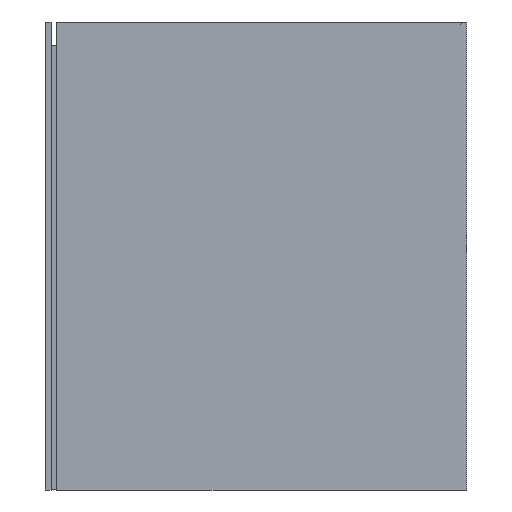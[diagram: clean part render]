
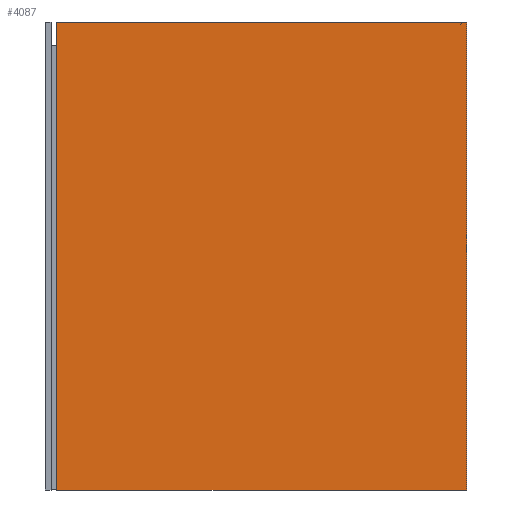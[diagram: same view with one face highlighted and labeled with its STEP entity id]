
A CAD part, left-side view. The second image highlights one B-rep face of the part: STEP entity #4087.
In plain terms, the highlighted planar face has unit normal (-1, 0, 0).
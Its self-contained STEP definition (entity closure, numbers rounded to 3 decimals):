
#20 = CARTESIAN_POINT ( 'NONE',  ( -375., -12., -250. ) ) ;
#248 = DIRECTION ( 'NONE',  ( 0., 0., -1. ) ) ;
#277 = DIRECTION ( 'NONE',  ( -1., 0., 0. ) ) ;
#299 = VERTEX_POINT ( 'NONE', #20 ) ;
#329 = VECTOR ( 'NONE', #1184, 1000. ) ;
#385 = EDGE_CURVE ( 'NONE', #1355, #299, #991, .T. ) ;
#401 = DIRECTION ( 'NONE',  ( 0., 1., 0. ) ) ;
#510 = LINE ( 'NONE', #3377, #329 ) ;
#585 = VECTOR ( 'NONE', #401, 1000. ) ;
#620 = CARTESIAN_POINT ( 'NONE',  ( -375., -12., 1118.53 ) ) ;
#647 = EDGE_CURVE ( 'NONE', #1953, #1355, #510, .T. ) ;
#925 = LINE ( 'NONE', #3861, #4426 ) ;
#991 = LINE ( 'NONE', #3972, #2602 ) ;
#1184 = DIRECTION ( 'NONE',  ( 0., 1., 0. ) ) ;
#1314 = ORIENTED_EDGE ( 'NONE', *, *, #4275, .F. ) ;
#1355 = VERTEX_POINT ( 'NONE', #3725 ) ;
#1431 = PLANE ( 'NONE',  #2353 ) ;
#1953 = VERTEX_POINT ( 'NONE', #4205 ) ;
#2353 = AXIS2_PLACEMENT_3D ( 'NONE', #620, #277, #3268 ) ;
#2539 = EDGE_CURVE ( 'NONE', #1953, #4358, #925, .T. ) ;
#2602 = VECTOR ( 'NONE', #248, 1000. ) ;
#2687 = ORIENTED_EDGE ( 'NONE', *, *, #2539, .F. ) ;
#3139 = DIRECTION ( 'NONE',  ( 0., 0., -1. ) ) ;
#3268 = DIRECTION ( 'NONE',  ( 0., -1., 0. ) ) ;
#3377 = CARTESIAN_POINT ( 'NONE',  ( -375., -12., 250. ) ) ;
#3659 = ORIENTED_EDGE ( 'NONE', *, *, #385, .T. ) ;
#3679 = CARTESIAN_POINT ( 'NONE',  ( -375., -450., -250. ) ) ;
#3725 = CARTESIAN_POINT ( 'NONE',  ( -375., -12., 250. ) ) ;
#3772 = LINE ( 'NONE', #4501, #585 ) ;
#3775 = EDGE_LOOP ( 'NONE', ( #2687, #4680, #3659, #1314 ) ) ;
#3861 = CARTESIAN_POINT ( 'NONE',  ( -375., -450., 1118.53 ) ) ;
#3928 = FACE_OUTER_BOUND ( 'NONE', #3775, .T. ) ;
#3972 = CARTESIAN_POINT ( 'NONE',  ( -375., -12., 1118.53 ) ) ;
#4087 = ADVANCED_FACE ( 'NONE', ( #3928 ), #1431, .T. ) ;
#4205 = CARTESIAN_POINT ( 'NONE',  ( -375., -450., 250. ) ) ;
#4275 = EDGE_CURVE ( 'NONE', #4358, #299, #3772, .T. ) ;
#4358 = VERTEX_POINT ( 'NONE', #3679 ) ;
#4426 = VECTOR ( 'NONE', #3139, 1000. ) ;
#4501 = CARTESIAN_POINT ( 'NONE',  ( -375., -12., -250. ) ) ;
#4680 = ORIENTED_EDGE ( 'NONE', *, *, #647, .T. ) ;
